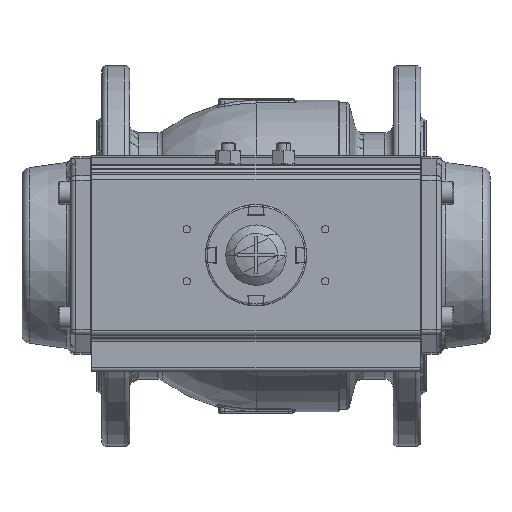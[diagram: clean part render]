
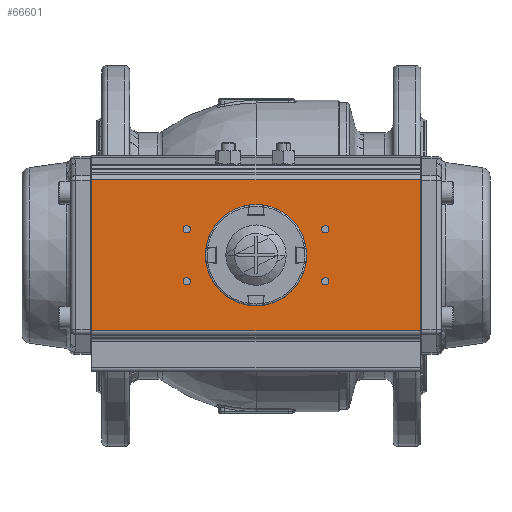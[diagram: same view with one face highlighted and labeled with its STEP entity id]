
A CAD part, top view. The second image highlights one B-rep face of the part: STEP entity #66601.
In plain terms, the highlighted planar face has unit normal (0, 0, 1).
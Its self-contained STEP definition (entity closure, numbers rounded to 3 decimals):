
#66462=CARTESIAN_POINT('',(93.952,43.512,253.));
#66463=DIRECTION('',(-0.,0.,-1.));
#66464=DIRECTION('',(0.,1.,0.));
#66465=AXIS2_PLACEMENT_3D('',#66462,#66463,#66464);
#66466=PLANE('',#66465);
#66467=CARTESIAN_POINT('',(-38.948,-15.,253.));
#66468=VERTEX_POINT('',#66467);
#66469=CARTESIAN_POINT('',(-43.148,-15.,253.));
#66470=VERTEX_POINT('',#66469);
#66471=CARTESIAN_POINT('',(-41.048,-15.,253.));
#66472=DIRECTION('',(0.,-0.,1.));
#66473=DIRECTION('',(1.,-0.,-0.));
#66474=AXIS2_PLACEMENT_3D('',#66471,#66472,#66473);
#66475=CIRCLE('',#66474,2.1);
#66476=EDGE_CURVE('NONE',#66468,#66470,#66475,.T.);
#66477=ORIENTED_EDGE('',*,*,#66476,.F.);
#66478=CARTESIAN_POINT('',(-41.048,-15.,253.));
#66479=DIRECTION('',(0.,-0.,1.));
#66480=DIRECTION('',(1.,-0.,-0.));
#66481=AXIS2_PLACEMENT_3D('',#66478,#66479,#66480);
#66482=CIRCLE('',#66481,2.1);
#66483=EDGE_CURVE('NONE',#66470,#66468,#66482,.T.);
#66484=ORIENTED_EDGE('',*,*,#66483,.F.);
#66485=EDGE_LOOP('',(#66477,#66484));
#66486=FACE_BOUND('',#66485,.T.);
#66487=CARTESIAN_POINT('',(-38.948,15.,253.));
#66488=VERTEX_POINT('',#66487);
#66489=CARTESIAN_POINT('',(-43.148,15.,253.));
#66490=VERTEX_POINT('',#66489);
#66491=CARTESIAN_POINT('',(-41.048,15.,253.));
#66492=DIRECTION('',(0.,-0.,1.));
#66493=DIRECTION('',(1.,-0.,-0.));
#66494=AXIS2_PLACEMENT_3D('',#66491,#66492,#66493);
#66495=CIRCLE('',#66494,2.1);
#66496=EDGE_CURVE('NONE',#66488,#66490,#66495,.T.);
#66497=ORIENTED_EDGE('',*,*,#66496,.F.);
#66498=CARTESIAN_POINT('',(-41.048,15.,253.));
#66499=DIRECTION('',(0.,-0.,1.));
#66500=DIRECTION('',(1.,-0.,-0.));
#66501=AXIS2_PLACEMENT_3D('',#66498,#66499,#66500);
#66502=CIRCLE('',#66501,2.1);
#66503=EDGE_CURVE('NONE',#66490,#66488,#66502,.T.);
#66504=ORIENTED_EDGE('',*,*,#66503,.F.);
#66505=EDGE_LOOP('',(#66497,#66504));
#66506=FACE_BOUND('',#66505,.T.);
#66507=CARTESIAN_POINT('',(41.052,-15.,253.));
#66508=VERTEX_POINT('',#66507);
#66509=CARTESIAN_POINT('',(36.852,-15.,253.));
#66510=VERTEX_POINT('',#66509);
#66511=CARTESIAN_POINT('',(38.952,-15.,253.));
#66512=DIRECTION('',(0.,-0.,1.));
#66513=DIRECTION('',(1.,-0.,-0.));
#66514=AXIS2_PLACEMENT_3D('',#66511,#66512,#66513);
#66515=CIRCLE('',#66514,2.1);
#66516=EDGE_CURVE('NONE',#66508,#66510,#66515,.T.);
#66517=ORIENTED_EDGE('',*,*,#66516,.F.);
#66518=CARTESIAN_POINT('',(38.952,-15.,253.));
#66519=DIRECTION('',(0.,-0.,1.));
#66520=DIRECTION('',(1.,-0.,-0.));
#66521=AXIS2_PLACEMENT_3D('',#66518,#66519,#66520);
#66522=CIRCLE('',#66521,2.1);
#66523=EDGE_CURVE('NONE',#66510,#66508,#66522,.T.);
#66524=ORIENTED_EDGE('',*,*,#66523,.F.);
#66525=EDGE_LOOP('',(#66517,#66524));
#66526=FACE_BOUND('',#66525,.T.);
#66527=CARTESIAN_POINT('',(41.052,15.,253.));
#66528=VERTEX_POINT('',#66527);
#66529=CARTESIAN_POINT('',(36.852,15.,253.));
#66530=VERTEX_POINT('',#66529);
#66531=CARTESIAN_POINT('',(38.952,15.,253.));
#66532=DIRECTION('',(0.,-0.,1.));
#66533=DIRECTION('',(1.,-0.,-0.));
#66534=AXIS2_PLACEMENT_3D('',#66531,#66532,#66533);
#66535=CIRCLE('',#66534,2.1);
#66536=EDGE_CURVE('NONE',#66528,#66530,#66535,.T.);
#66537=ORIENTED_EDGE('',*,*,#66536,.F.);
#66538=CARTESIAN_POINT('',(38.952,15.,253.));
#66539=DIRECTION('',(0.,-0.,1.));
#66540=DIRECTION('',(1.,-0.,-0.));
#66541=AXIS2_PLACEMENT_3D('',#66538,#66539,#66540);
#66542=CIRCLE('',#66541,2.1);
#66543=EDGE_CURVE('NONE',#66530,#66528,#66542,.T.);
#66544=ORIENTED_EDGE('',*,*,#66543,.F.);
#66545=EDGE_LOOP('',(#66537,#66544));
#66546=FACE_BOUND('',#66545,.T.);
#66547=CARTESIAN_POINT('',(93.699,43.512,253.));
#66548=VERTEX_POINT('',#66547);
#66549=CARTESIAN_POINT('',(-95.795,43.512,253.));
#66550=VERTEX_POINT('',#66549);
#66551=CARTESIAN_POINT('',(93.699,43.512,253.));
#66552=DIRECTION('',(-1.,0.,0.));
#66553=VECTOR('',#66552,189.494);
#66554=LINE('',#66551,#66553);
#66555=EDGE_CURVE('',#66548,#66550,#66554,.T.);
#66556=ORIENTED_EDGE('',*,*,#66555,.T.);
#66557=CARTESIAN_POINT('',(-95.795,-43.512,253.));
#66558=VERTEX_POINT('',#66557);
#66559=CARTESIAN_POINT('',(-95.795,43.512,253.));
#66560=DIRECTION('',(-0.,-1.,-0.));
#66561=VECTOR('',#66560,87.023);
#66562=LINE('',#66559,#66561);
#66563=EDGE_CURVE('',#66550,#66558,#66562,.T.);
#66564=ORIENTED_EDGE('',*,*,#66563,.T.);
#66565=CARTESIAN_POINT('',(93.699,-43.512,253.));
#66566=VERTEX_POINT('',#66565);
#66567=CARTESIAN_POINT('',(93.699,-43.512,253.));
#66568=DIRECTION('',(-1.,0.,0.));
#66569=VECTOR('',#66568,189.494);
#66570=LINE('',#66567,#66569);
#66571=EDGE_CURVE('',#66566,#66558,#66570,.T.);
#66572=ORIENTED_EDGE('',*,*,#66571,.F.);
#66573=CARTESIAN_POINT('',(93.699,-43.512,253.));
#66574=DIRECTION('',(0.,1.,0.));
#66575=VECTOR('',#66574,87.023);
#66576=LINE('',#66573,#66575);
#66577=EDGE_CURVE('',#66566,#66548,#66576,.T.);
#66578=ORIENTED_EDGE('',*,*,#66577,.T.);
#66579=EDGE_LOOP('',(#66556,#66564,#66572,#66578));
#66580=FACE_BOUND('',#66579,.T.);
#66581=CARTESIAN_POINT('',(11.452,0.,253.));
#66582=VERTEX_POINT('',#66581);
#66583=CARTESIAN_POINT('',(-13.548,0.,253.));
#66584=VERTEX_POINT('',#66583);
#66585=CARTESIAN_POINT('',(-1.048,0.,253.));
#66586=DIRECTION('',(-0.,0.,-1.));
#66587=DIRECTION('',(-1.,0.,0.));
#66588=AXIS2_PLACEMENT_3D('',#66585,#66586,#66587);
#66589=CIRCLE('',#66588,12.5);
#66590=EDGE_CURVE('',#66582,#66584,#66589,.T.);
#66591=ORIENTED_EDGE('',*,*,#66590,.T.);
#66592=CARTESIAN_POINT('',(-1.048,0.,253.));
#66593=DIRECTION('',(-0.,0.,-1.));
#66594=DIRECTION('',(-1.,0.,0.));
#66595=AXIS2_PLACEMENT_3D('',#66592,#66593,#66594);
#66596=CIRCLE('',#66595,12.5);
#66597=EDGE_CURVE('',#66584,#66582,#66596,.T.);
#66598=ORIENTED_EDGE('',*,*,#66597,.T.);
#66599=EDGE_LOOP('',(#66591,#66598));
#66600=FACE_BOUND('',#66599,.T.);
#66601=ADVANCED_FACE('',(#66486,#66506,#66526,#66546,#66580,#66600),#66466,.F.);
